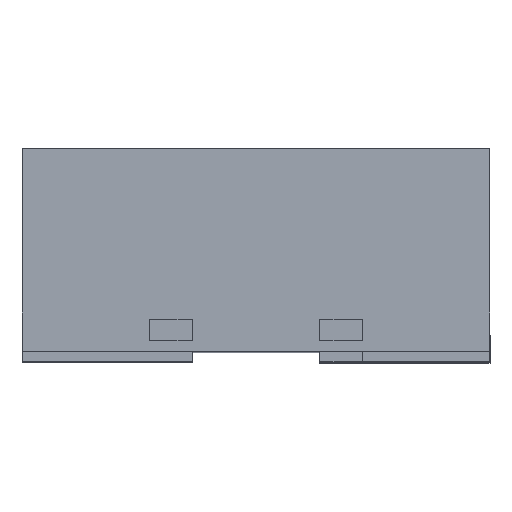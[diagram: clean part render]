
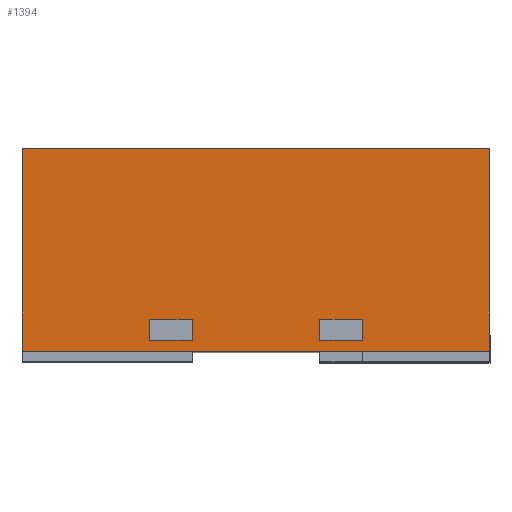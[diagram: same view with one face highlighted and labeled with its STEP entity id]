
A CAD part, top view. The second image highlights one B-rep face of the part: STEP entity #1394.
In plain terms, the highlighted planar face has unit normal (0, 0, 1).
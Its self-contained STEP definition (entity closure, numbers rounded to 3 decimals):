
#1 = VERTEX_POINT ( 'NONE', #4 ) ;
#4 = CARTESIAN_POINT ( 'NONE',  ( 0.15, 0.025, 1.062 ) ) ;
#27 = VECTOR ( 'NONE', #2663, 1000. ) ;
#39 = VERTEX_POINT ( 'NONE', #2607 ) ;
#60 = VERTEX_POINT ( 'NONE', #1662 ) ;
#79 = LINE ( 'NONE', #1615, #1866 ) ;
#86 = VERTEX_POINT ( 'NONE', #2682 ) ;
#123 = DIRECTION ( 'NONE',  ( 1., 0., 0. ) ) ;
#203 = VERTEX_POINT ( 'NONE', #1521 ) ;
#239 = EDGE_CURVE ( 'NONE', #60, #411, #1078, .T. ) ;
#243 = EDGE_LOOP ( 'NONE', ( #757, #2363, #2433, #1943 ) ) ;
#244 = EDGE_CURVE ( 'NONE', #60, #39, #634, .T. ) ;
#263 = VECTOR ( 'NONE', #827, 1000. ) ;
#338 = EDGE_CURVE ( 'NONE', #1, #672, #2739, .T. ) ;
#371 = CARTESIAN_POINT ( 'NONE',  ( 0.55, 0.475, 1.062 ) ) ;
#411 = VERTEX_POINT ( 'NONE', #574 ) ;
#434 = EDGE_CURVE ( 'NONE', #604, #1691, #2278, .T. ) ;
#442 = AXIS2_PLACEMENT_3D ( 'NONE', #2404, #549, #2649 ) ;
#443 = CARTESIAN_POINT ( 'NONE',  ( -0.25, 0.025, 1.063 ) ) ;
#456 = FACE_BOUND ( 'NONE', #1399, .T. ) ;
#549 = DIRECTION ( 'NONE',  ( 0., 0., -1. ) ) ;
#558 = CARTESIAN_POINT ( 'NONE',  ( 0.25, 0.025, 1.063 ) ) ;
#574 = CARTESIAN_POINT ( 'NONE',  ( -0.55, 0., 1.063 ) ) ;
#604 = VERTEX_POINT ( 'NONE', #1678 ) ;
#609 = LINE ( 'NONE', #1709, #2923 ) ;
#634 = LINE ( 'NONE', #371, #1307 ) ;
#662 = LINE ( 'NONE', #1053, #27 ) ;
#669 = VECTOR ( 'NONE', #1547, 1000. ) ;
#672 = VERTEX_POINT ( 'NONE', #1743 ) ;
#688 = CARTESIAN_POINT ( 'NONE',  ( 0.55, 0., 1.062 ) ) ;
#692 = DIRECTION ( 'NONE',  ( 0., -1., 0. ) ) ;
#712 = LINE ( 'NONE', #2568, #1349 ) ;
#730 = DIRECTION ( 'NONE',  ( 0., -1., 0. ) ) ;
#757 = ORIENTED_EDGE ( 'NONE', *, *, #1444, .F. ) ;
#827 = DIRECTION ( 'NONE',  ( 1., 0., 0. ) ) ;
#836 = ORIENTED_EDGE ( 'NONE', *, *, #2979, .F. ) ;
#897 = EDGE_CURVE ( 'NONE', #86, #203, #2661, .T. ) ;
#905 = CARTESIAN_POINT ( 'NONE',  ( -0.25, 0.075, 1.063 ) ) ;
#940 = FACE_BOUND ( 'NONE', #243, .T. ) ;
#960 = DIRECTION ( 'NONE',  ( 0., -1., 0. ) ) ;
#1053 = CARTESIAN_POINT ( 'NONE',  ( 0.55, 0., 1.062 ) ) ;
#1078 = LINE ( 'NONE', #1299, #3015 ) ;
#1166 = VECTOR ( 'NONE', #1318, 1000. ) ;
#1183 = LINE ( 'NONE', #558, #2780 ) ;
#1195 = ORIENTED_EDGE ( 'NONE', *, *, #1425, .F. ) ;
#1223 = FACE_OUTER_BOUND ( 'NONE', #2504, .T. ) ;
#1252 = PLANE ( 'NONE',  #442 ) ;
#1278 = ORIENTED_EDGE ( 'NONE', *, *, #2974, .F. ) ;
#1299 = CARTESIAN_POINT ( 'NONE',  ( -0.55, 0.475, 1.063 ) ) ;
#1307 = VECTOR ( 'NONE', #123, 1000. ) ;
#1318 = DIRECTION ( 'NONE',  ( -1., 0., 0. ) ) ;
#1349 = VECTOR ( 'NONE', #730, 1000. ) ;
#1394 = ADVANCED_FACE ( 'NONE', ( #456, #940, #1223 ), #1252, .F. ) ;
#1399 = EDGE_LOOP ( 'NONE', ( #1725, #1278, #2721, #1195 ) ) ;
#1425 = EDGE_CURVE ( 'NONE', #672, #604, #1183, .T. ) ;
#1444 = EDGE_CURVE ( 'NONE', #203, #2498, #609, .T. ) ;
#1521 = CARTESIAN_POINT ( 'NONE',  ( -0.15, 0.025, 1.063 ) ) ;
#1547 = DIRECTION ( 'NONE',  ( -1., 0., 0. ) ) ;
#1611 = DIRECTION ( 'NONE',  ( 1., 0., 0. ) ) ;
#1615 = CARTESIAN_POINT ( 'NONE',  ( 0.55, 0.475, 1.062 ) ) ;
#1662 = CARTESIAN_POINT ( 'NONE',  ( -0.55, 0.475, 1.063 ) ) ;
#1678 = CARTESIAN_POINT ( 'NONE',  ( 0.25, 0.075, 1.063 ) ) ;
#1691 = VERTEX_POINT ( 'NONE', #2756 ) ;
#1709 = CARTESIAN_POINT ( 'NONE',  ( -0.15, 0.025, 1.063 ) ) ;
#1725 = ORIENTED_EDGE ( 'NONE', *, *, #338, .F. ) ;
#1733 = EDGE_CURVE ( 'NONE', #2498, #2642, #2731, .T. ) ;
#1743 = CARTESIAN_POINT ( 'NONE',  ( 0.25, 0.025, 1.063 ) ) ;
#1751 = CARTESIAN_POINT ( 'NONE',  ( 0.15, 0.025, 1.063 ) ) ;
#1838 = CARTESIAN_POINT ( 'NONE',  ( -0.15, 0.025, 1.063 ) ) ;
#1866 = VECTOR ( 'NONE', #960, 1000. ) ;
#1909 = VECTOR ( 'NONE', #692, 1000. ) ;
#1943 = ORIENTED_EDGE ( 'NONE', *, *, #1733, .F. ) ;
#2048 = VECTOR ( 'NONE', #1611, 1000. ) ;
#2059 = EDGE_CURVE ( 'NONE', #411, #2182, #662, .T. ) ;
#2088 = ORIENTED_EDGE ( 'NONE', *, *, #239, .T. ) ;
#2175 = ORIENTED_EDGE ( 'NONE', *, *, #244, .F. ) ;
#2182 = VERTEX_POINT ( 'NONE', #688 ) ;
#2183 = CARTESIAN_POINT ( 'NONE',  ( -0.15, 0.075, 1.063 ) ) ;
#2278 = LINE ( 'NONE', #2342, #669 ) ;
#2342 = CARTESIAN_POINT ( 'NONE',  ( 0.15, 0.075, 1.063 ) ) ;
#2363 = ORIENTED_EDGE ( 'NONE', *, *, #897, .F. ) ;
#2404 = CARTESIAN_POINT ( 'NONE',  ( 0.55, 0.475, 1.062 ) ) ;
#2420 = DIRECTION ( 'NONE',  ( 0., 1., 0. ) ) ;
#2433 = ORIENTED_EDGE ( 'NONE', *, *, #2754, .F. ) ;
#2436 = DIRECTION ( 'NONE',  ( 0., -1., 0. ) ) ;
#2457 = LINE ( 'NONE', #443, #1909 ) ;
#2498 = VERTEX_POINT ( 'NONE', #2183 ) ;
#2504 = EDGE_LOOP ( 'NONE', ( #2572, #836, #2175, #2088 ) ) ;
#2568 = CARTESIAN_POINT ( 'NONE',  ( 0.15, 0.025, 1.063 ) ) ;
#2572 = ORIENTED_EDGE ( 'NONE', *, *, #2059, .T. ) ;
#2607 = CARTESIAN_POINT ( 'NONE',  ( 0.55, 0.475, 1.062 ) ) ;
#2642 = VERTEX_POINT ( 'NONE', #905 ) ;
#2649 = DIRECTION ( 'NONE',  ( -1., 0., 0. ) ) ;
#2661 = LINE ( 'NONE', #1838, #2048 ) ;
#2663 = DIRECTION ( 'NONE',  ( 1., 0., 0. ) ) ;
#2682 = CARTESIAN_POINT ( 'NONE',  ( -0.25, 0.025, 1.063 ) ) ;
#2721 = ORIENTED_EDGE ( 'NONE', *, *, #434, .F. ) ;
#2722 = CARTESIAN_POINT ( 'NONE',  ( -0.15, 0.075, 1.063 ) ) ;
#2731 = LINE ( 'NONE', #2722, #1166 ) ;
#2739 = LINE ( 'NONE', #1751, #263 ) ;
#2754 = EDGE_CURVE ( 'NONE', #2642, #86, #2457, .T. ) ;
#2756 = CARTESIAN_POINT ( 'NONE',  ( 0.15, 0.075, 1.063 ) ) ;
#2780 = VECTOR ( 'NONE', #2892, 1000. ) ;
#2892 = DIRECTION ( 'NONE',  ( 0., 1., 0. ) ) ;
#2923 = VECTOR ( 'NONE', #2420, 1000. ) ;
#2974 = EDGE_CURVE ( 'NONE', #1691, #1, #712, .T. ) ;
#2979 = EDGE_CURVE ( 'NONE', #39, #2182, #79, .T. ) ;
#3015 = VECTOR ( 'NONE', #2436, 1000. ) ;
